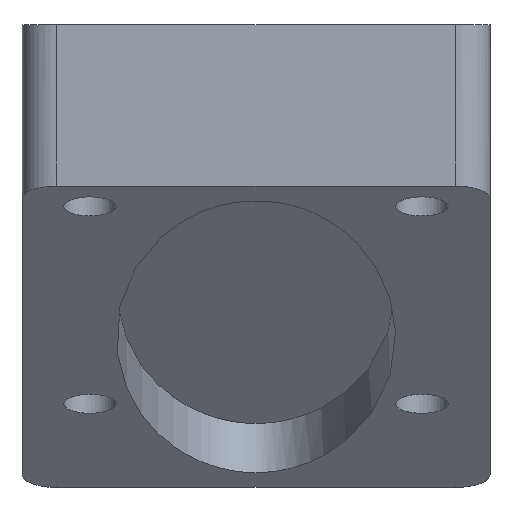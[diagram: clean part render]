
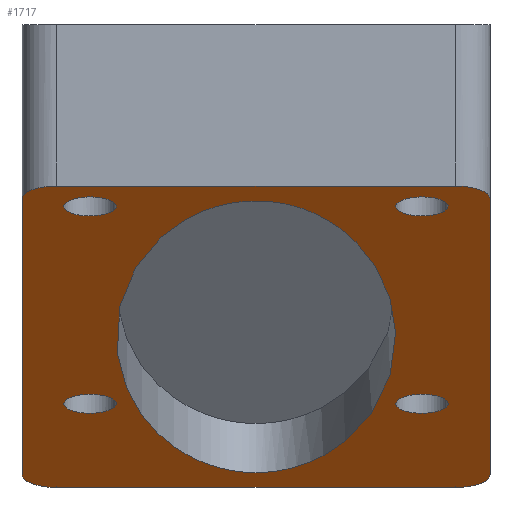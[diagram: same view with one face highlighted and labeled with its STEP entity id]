
A CAD part, front view. The second image highlights one B-rep face of the part: STEP entity #1717.
In plain terms, the highlighted planar face has unit normal (0, -0.342, -0.94).
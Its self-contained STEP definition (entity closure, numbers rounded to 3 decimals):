
#31=FACE_BOUND('',#331,.T.);
#32=FACE_BOUND('',#332,.T.);
#33=FACE_BOUND('',#333,.T.);
#34=FACE_BOUND('',#334,.T.);
#35=FACE_BOUND('',#335,.T.);
#177=PLANE('',#1856);
#230=FACE_OUTER_BOUND('',#330,.T.);
#330=EDGE_LOOP('',(#1355,#1356,#1357,#1358,#1359,#1360,#1361,#1362));
#331=EDGE_LOOP('',(#1363));
#332=EDGE_LOOP('',(#1364));
#333=EDGE_LOOP('',(#1365));
#334=EDGE_LOOP('',(#1366));
#335=EDGE_LOOP('',(#1367));
#486=LINE('',#2758,#647);
#489=LINE('',#2766,#650);
#490=LINE('',#2770,#651);
#491=LINE('',#2774,#652);
#647=VECTOR('',#2175,10.);
#650=VECTOR('',#2182,10.);
#651=VECTOR('',#2185,10.);
#652=VECTOR('',#2188,10.);
#737=ELLIPSE('',#1799,45.575,16.036);
#745=ELLIPSE('',#1857,4.257,4.);
#746=ELLIPSE('',#1858,4.257,4.);
#747=ELLIPSE('',#1859,4.257,4.);
#748=ELLIPSE('',#1860,4.257,4.);
#749=ELLIPSE('',#1861,3.193,3.);
#750=ELLIPSE('',#1862,3.193,3.);
#751=ELLIPSE('',#1863,3.193,3.);
#752=ELLIPSE('',#1864,3.193,3.);
#760=VERTEX_POINT('',#2545);
#832=VERTEX_POINT('',#2754);
#834=VERTEX_POINT('',#2757);
#836=VERTEX_POINT('',#2763);
#837=VERTEX_POINT('',#2765);
#838=VERTEX_POINT('',#2767);
#839=VERTEX_POINT('',#2769);
#840=VERTEX_POINT('',#2771);
#841=VERTEX_POINT('',#2773);
#842=VERTEX_POINT('',#2776);
#843=VERTEX_POINT('',#2778);
#844=VERTEX_POINT('',#2780);
#845=VERTEX_POINT('',#2782);
#922=EDGE_CURVE('',#760,#760,#737,.T.);
#1023=EDGE_CURVE('',#832,#834,#486,.T.);
#1026=EDGE_CURVE('',#836,#832,#745,.T.);
#1027=EDGE_CURVE('',#836,#837,#489,.T.);
#1028=EDGE_CURVE('',#838,#837,#746,.T.);
#1029=EDGE_CURVE('',#839,#838,#490,.T.);
#1030=EDGE_CURVE('',#840,#839,#747,.T.);
#1031=EDGE_CURVE('',#840,#841,#491,.T.);
#1032=EDGE_CURVE('',#834,#841,#748,.T.);
#1033=EDGE_CURVE('',#842,#842,#749,.T.);
#1034=EDGE_CURVE('',#843,#843,#750,.T.);
#1035=EDGE_CURVE('',#844,#844,#751,.T.);
#1036=EDGE_CURVE('',#845,#845,#752,.T.);
#1355=ORIENTED_EDGE('',*,*,#1026,.F.);
#1356=ORIENTED_EDGE('',*,*,#1027,.T.);
#1357=ORIENTED_EDGE('',*,*,#1028,.F.);
#1358=ORIENTED_EDGE('',*,*,#1029,.F.);
#1359=ORIENTED_EDGE('',*,*,#1030,.F.);
#1360=ORIENTED_EDGE('',*,*,#1031,.T.);
#1361=ORIENTED_EDGE('',*,*,#1032,.F.);
#1362=ORIENTED_EDGE('',*,*,#1023,.F.);
#1363=ORIENTED_EDGE('',*,*,#922,.T.);
#1364=ORIENTED_EDGE('',*,*,#1033,.T.);
#1365=ORIENTED_EDGE('',*,*,#1034,.T.);
#1366=ORIENTED_EDGE('',*,*,#1035,.F.);
#1367=ORIENTED_EDGE('',*,*,#1036,.F.);
#1717=ADVANCED_FACE('',(#230,#31,#32,#33,#34,#35),#177,.T.);
#1799=AXIS2_PLACEMENT_3D('',#2546,#1990,#1991);
#1856=AXIS2_PLACEMENT_3D('',#2762,#2178,#2179);
#1857=AXIS2_PLACEMENT_3D('',#2764,#2180,#2181);
#1858=AXIS2_PLACEMENT_3D('',#2768,#2183,#2184);
#1859=AXIS2_PLACEMENT_3D('',#2772,#2186,#2187);
#1860=AXIS2_PLACEMENT_3D('',#2775,#2189,#2190);
#1861=AXIS2_PLACEMENT_3D('',#2777,#2191,#2192);
#1862=AXIS2_PLACEMENT_3D('',#2779,#2193,#2194);
#1863=AXIS2_PLACEMENT_3D('',#2781,#2195,#2196);
#1864=AXIS2_PLACEMENT_3D('',#2783,#2197,#2198);
#1990=DIRECTION('center_axis',(0.,0.342,0.94));
#1991=DIRECTION('ref_axis',(0.,-0.94,0.342));
#2175=DIRECTION('',(-1.,0.,0.));
#2178=DIRECTION('center_axis',(0.,-0.342,-0.94));
#2179=DIRECTION('ref_axis',(0.,-0.94,0.342));
#2180=DIRECTION('center_axis',(0.,0.342,0.94));
#2181=DIRECTION('ref_axis',(0.,0.94,-0.342));
#2182=DIRECTION('',(0.,-0.94,0.342));
#2183=DIRECTION('center_axis',(0.,0.342,0.94));
#2184=DIRECTION('ref_axis',(0.,-0.94,0.342));
#2185=DIRECTION('',(1.,0.,0.));
#2186=DIRECTION('center_axis',(0.,0.342,0.94));
#2187=DIRECTION('ref_axis',(0.,-0.94,0.342));
#2188=DIRECTION('',(0.,0.94,-0.342));
#2189=DIRECTION('center_axis',(0.,0.342,0.94));
#2190=DIRECTION('ref_axis',(0.,0.94,-0.342));
#2191=DIRECTION('center_axis',(0.,0.342,0.94));
#2192=DIRECTION('ref_axis',(0.,-0.94,0.342));
#2193=DIRECTION('center_axis',(0.,0.342,0.94));
#2194=DIRECTION('ref_axis',(0.,-0.94,0.342));
#2195=DIRECTION('center_axis',(0.,-0.342,-0.94));
#2196=DIRECTION('ref_axis',(0.,0.94,-0.342));
#2197=DIRECTION('center_axis',(0.,-0.342,-0.94));
#2198=DIRECTION('ref_axis',(0.,0.94,-0.342));
#2545=CARTESIAN_POINT('',(-26.86,90.352,-51.429));
#2546=CARTESIAN_POINT('Origin',(-26.86,47.525,-35.842));
#2754=CARTESIAN_POINT('',(-4.,95.05,-53.139));
#2757=CARTESIAN_POINT('',(-49.72,95.05,-53.139));
#2758=CARTESIAN_POINT('',(0.,95.05,-53.139));
#2762=CARTESIAN_POINT('Origin',(0.,95.05,-53.139));
#2763=CARTESIAN_POINT('',(0.,91.05,-51.684));
#2764=CARTESIAN_POINT('Origin',(-4.,91.05,-51.684));
#2765=CARTESIAN_POINT('',(0.,4.,-20.));
#2766=CARTESIAN_POINT('',(0.,95.05,-53.139));
#2767=CARTESIAN_POINT('',(-4.,0.,-18.544));
#2768=CARTESIAN_POINT('Origin',(-4.,4.,-20.));
#2769=CARTESIAN_POINT('',(-49.72,0.,-18.544));
#2770=CARTESIAN_POINT('',(-24.86,0.,-18.544));
#2771=CARTESIAN_POINT('',(-53.72,4.,-20.));
#2772=CARTESIAN_POINT('Origin',(-49.72,4.,-20.));
#2773=CARTESIAN_POINT('',(-53.72,91.05,-51.684));
#2774=CARTESIAN_POINT('',(-53.72,72.288,-44.855));
#2775=CARTESIAN_POINT('Origin',(-49.72,91.05,-51.684));
#2776=CARTESIAN_POINT('',(-48.912,68.642,-43.528));
#2777=CARTESIAN_POINT('Origin',(-45.912,68.642,-43.528));
#2778=CARTESIAN_POINT('',(-10.812,68.642,-43.528));
#2779=CARTESIAN_POINT('Origin',(-7.812,68.642,-43.528));
#2780=CARTESIAN_POINT('',(-48.912,6.412,-20.878));
#2781=CARTESIAN_POINT('Origin',(-45.912,6.412,-20.878));
#2782=CARTESIAN_POINT('',(-10.81,6.41,-20.877));
#2783=CARTESIAN_POINT('Origin',(-7.81,6.41,-20.877));
